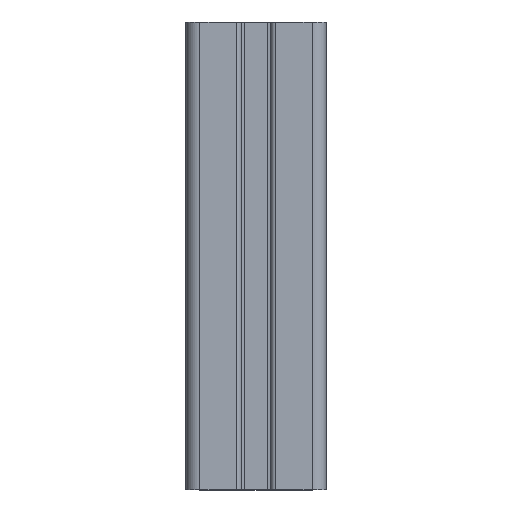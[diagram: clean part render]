
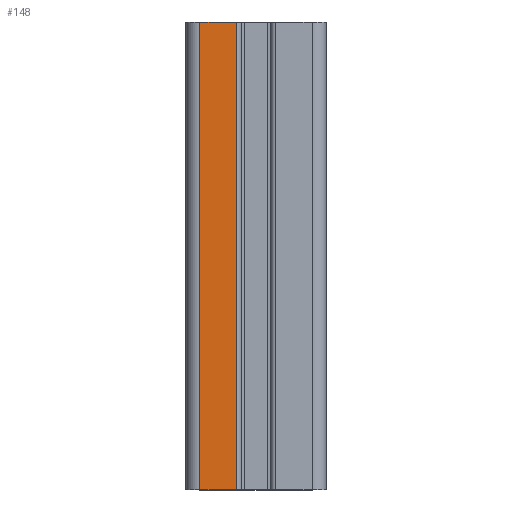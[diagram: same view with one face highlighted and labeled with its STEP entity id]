
A CAD part, top view. The second image highlights one B-rep face of the part: STEP entity #148.
In plain terms, the highlighted planar face has unit normal (0, 0, 1).
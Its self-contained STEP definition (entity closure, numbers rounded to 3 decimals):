
#148 = ADVANCED_FACE( '', ( #382 ), #383, .T. );
#382 = FACE_OUTER_BOUND( '', #699, .T. );
#383 = PLANE( '', #700 );
#699 = EDGE_LOOP( '', ( #1159, #1160, #1161, #1162 ) );
#700 = AXIS2_PLACEMENT_3D( '', #1163, #1164, #1165 );
#1159 = ORIENTED_EDGE( '', *, *, #2123, .F. );
#1160 = ORIENTED_EDGE( '', *, *, #2124, .F. );
#1161 = ORIENTED_EDGE( '', *, *, #2015, .T. );
#1162 = ORIENTED_EDGE( '', *, *, #2125, .T. );
#1163 = CARTESIAN_POINT( '', ( -4.175, 100., 6. ) );
#1164 = DIRECTION( '', ( 0., 0., 1. ) );
#1165 = DIRECTION( '', ( 1., 0., 0. ) );
#2015 = EDGE_CURVE( '', #2449, #2450, #2451, .T. );
#2123 = EDGE_CURVE( '', #2644, #2645, #2646, .T. );
#2124 = EDGE_CURVE( '', #2449, #2644, #2647, .T. );
#2125 = EDGE_CURVE( '', #2450, #2645, #2648, .T. );
#2449 = VERTEX_POINT( '', #3064 );
#2450 = VERTEX_POINT( '', #3065 );
#2451 = LINE( '', #3066, #3067 );
#2644 = VERTEX_POINT( '', #3312 );
#2645 = VERTEX_POINT( '', #3313 );
#2646 = LINE( '', #3314, #3315 );
#2647 = LINE( '', #3316, #3317 );
#2648 = LINE( '', #3318, #3319 );
#3064 = CARTESIAN_POINT( '', ( -4.175, 100., 6. ) );
#3065 = CARTESIAN_POINT( '', ( -12., 100., 6. ) );
#3066 = CARTESIAN_POINT( '', ( -4.175, 100., 6. ) );
#3067 = VECTOR( '', #3846, 1000. );
#3312 = CARTESIAN_POINT( '', ( -4.175, 0., 6. ) );
#3313 = CARTESIAN_POINT( '', ( -12., 0., 6. ) );
#3314 = CARTESIAN_POINT( '', ( -4.175, 0., 6. ) );
#3315 = VECTOR( '', #4031, 1000. );
#3316 = CARTESIAN_POINT( '', ( -4.175, 100., 6. ) );
#3317 = VECTOR( '', #4032, 1000. );
#3318 = CARTESIAN_POINT( '', ( -12., 100., 6. ) );
#3319 = VECTOR( '', #4033, 1000. );
#3846 = DIRECTION( '', ( -1., 0., 0. ) );
#4031 = DIRECTION( '', ( -1., 0., 0. ) );
#4032 = DIRECTION( '', ( 0., -1., 0. ) );
#4033 = DIRECTION( '', ( 0., -1., 0. ) );
